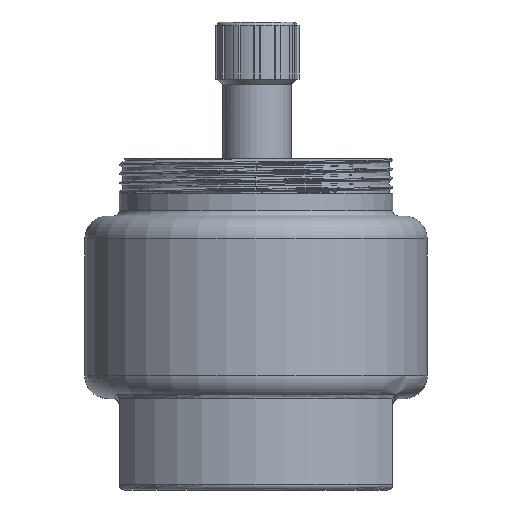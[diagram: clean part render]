
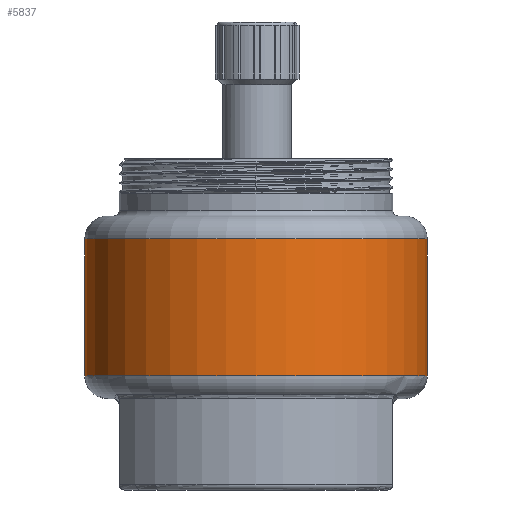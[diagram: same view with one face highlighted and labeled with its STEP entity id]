
A CAD part, front view. The second image highlights one B-rep face of the part: STEP entity #5837.
In plain terms, the highlighted cylindrical face has radius 150 mm (diameter 300 mm), a full revolution.
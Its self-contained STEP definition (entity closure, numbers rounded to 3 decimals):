
#704=FACE_OUTER_BOUND('',#1105,.T.);
#1105=EDGE_LOOP('',(#4745,#4746,#4747,#4748,#4749,#4750));
#1419=LINE('',#18479,#1771);
#1771=VECTOR('',#7645,150.);
#2145=CIRCLE('',#6401,150.);
#2146=CIRCLE('',#6402,150.);
#2151=CIRCLE('',#6416,150.);
#2152=CIRCLE('',#6417,150.);
#2639=VERTEX_POINT('',#18395);
#2640=VERTEX_POINT('',#18397);
#2646=VERTEX_POINT('',#18478);
#2647=VERTEX_POINT('',#18480);
#3351=EDGE_CURVE('',#2639,#2640,#2145,.T.);
#3352=EDGE_CURVE('',#2640,#2639,#2146,.T.);
#3365=EDGE_CURVE('',#2640,#2646,#1419,.T.);
#3366=EDGE_CURVE('',#2647,#2646,#2151,.T.);
#3367=EDGE_CURVE('',#2646,#2647,#2152,.T.);
#4745=ORIENTED_EDGE('',*,*,#3352,.F.);
#4746=ORIENTED_EDGE('',*,*,#3365,.T.);
#4747=ORIENTED_EDGE('',*,*,#3366,.F.);
#4748=ORIENTED_EDGE('',*,*,#3367,.F.);
#4749=ORIENTED_EDGE('',*,*,#3365,.F.);
#4750=ORIENTED_EDGE('',*,*,#3351,.F.);
#5575=CYLINDRICAL_SURFACE('',#6415,150.);
#5837=ADVANCED_FACE('',(#704),#5575,.T.);
#6401=AXIS2_PLACEMENT_3D('',#18398,#7611,#7612);
#6402=AXIS2_PLACEMENT_3D('',#18399,#7613,#7614);
#6415=AXIS2_PLACEMENT_3D('',#18477,#7643,#7644);
#6416=AXIS2_PLACEMENT_3D('',#18481,#7646,#7647);
#6417=AXIS2_PLACEMENT_3D('',#18482,#7648,#7649);
#7611=DIRECTION('center_axis',(0.,0.,-1.));
#7612=DIRECTION('ref_axis',(1.,0.,0.));
#7613=DIRECTION('center_axis',(0.,0.,-1.));
#7614=DIRECTION('ref_axis',(1.,0.,0.));
#7643=DIRECTION('center_axis',(0.,0.,-1.));
#7644=DIRECTION('ref_axis',(1.,0.,0.));
#7645=DIRECTION('',(0.,0.,1.));
#7646=DIRECTION('center_axis',(0.,0.,1.));
#7647=DIRECTION('ref_axis',(1.,0.,0.));
#7648=DIRECTION('center_axis',(0.,0.,1.));
#7649=DIRECTION('ref_axis',(1.,0.,0.));
#18395=CARTESIAN_POINT('',(150.,0.,-140.));
#18397=CARTESIAN_POINT('',(-150.,0.,-140.));
#18398=CARTESIAN_POINT('Origin',(0.,0.,-140.));
#18399=CARTESIAN_POINT('Origin',(0.,0.,-140.));
#18477=CARTESIAN_POINT('Origin',(0.,0.,0.));
#18478=CARTESIAN_POINT('',(-150.,0.,-20.));
#18479=CARTESIAN_POINT('',(-150.,0.,0.));
#18480=CARTESIAN_POINT('',(150.,0.,-20.));
#18481=CARTESIAN_POINT('Origin',(0.,0.,-20.));
#18482=CARTESIAN_POINT('Origin',(0.,0.,-20.));
